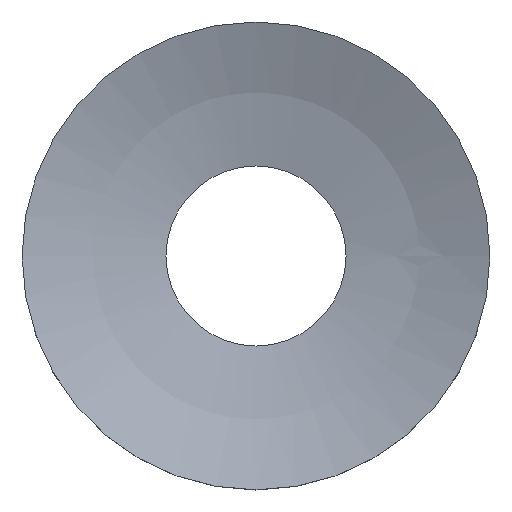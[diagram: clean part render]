
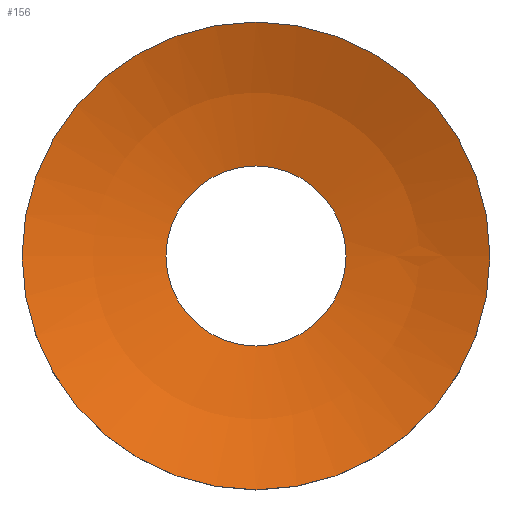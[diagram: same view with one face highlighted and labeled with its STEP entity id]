
A CAD part, top view. The second image highlights one B-rep face of the part: STEP entity #156.
In plain terms, the highlighted spherical face has radius 40 mm.
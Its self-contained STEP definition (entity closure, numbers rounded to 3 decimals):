
#24 = VERTEX_POINT('',#25);
#25 = CARTESIAN_POINT('',(15.,0.,2.5));
#32 = CYLINDRICAL_SURFACE('',#33,15.);
#33 = AXIS2_PLACEMENT_3D('',#34,#35,#36);
#34 = CARTESIAN_POINT('',(0.,0.,-3.75));
#35 = DIRECTION('',(0.,0.,1.));
#36 = DIRECTION('',(1.,0.,0.));
#51 = EDGE_CURVE('',#24,#24,#52,.T.);
#52 = SURFACE_CURVE('',#53,(#58,#65),.PCURVE_S1.);
#53 = CIRCLE('',#54,15.);
#54 = AXIS2_PLACEMENT_3D('',#55,#56,#57);
#55 = CARTESIAN_POINT('',(0.,0.,2.5));
#56 = DIRECTION('',(0.,0.,1.));
#57 = DIRECTION('',(0.,-1.,0.));
#58 = PCURVE('',#32,#59);
#59 = DEFINITIONAL_REPRESENTATION('',(#60),#64);
#60 = LINE('',#61,#62);
#61 = CARTESIAN_POINT('',(-1.571,6.25));
#62 = VECTOR('',#63,1.);
#63 = DIRECTION('',(1.,0.));
#64 = ( GEOMETRIC_REPRESENTATION_CONTEXT(2) 
PARAMETRIC_REPRESENTATION_CONTEXT() REPRESENTATION_CONTEXT('2D SPACE',''
  ) );
#65 = PCURVE('',#66,#71);
#66 = SPHERICAL_SURFACE('',#67,40.);
#67 = AXIS2_PLACEMENT_3D('',#68,#69,#70);
#68 = CARTESIAN_POINT('',(0.,0.,39.581));
#69 = DIRECTION('',(0.,0.,1.));
#70 = DIRECTION('',(1.,0.,0.));
#71 = DEFINITIONAL_REPRESENTATION('',(#72),#76);
#72 = LINE('',#73,#74);
#73 = CARTESIAN_POINT('',(-1.571,-1.186));
#74 = VECTOR('',#75,1.);
#75 = DIRECTION('',(1.,0.));
#76 = ( GEOMETRIC_REPRESENTATION_CONTEXT(2) 
PARAMETRIC_REPRESENTATION_CONTEXT() REPRESENTATION_CONTEXT('2D SPACE',''
  ) );
#94 = SPHERICAL_SURFACE('',#95,40.);
#95 = AXIS2_PLACEMENT_3D('',#96,#97,#98);
#96 = CARTESIAN_POINT('',(0.,0.,-39.581));
#97 = DIRECTION('',(0.,0.,1.));
#98 = DIRECTION('',(1.,0.,0.));
#109 = EDGE_CURVE('',#110,#110,#112,.T.);
#110 = VERTEX_POINT('',#111);
#111 = CARTESIAN_POINT('',(5.775,0.,0.));
#112 = SURFACE_CURVE('',#113,(#118,#125),.PCURVE_S1.);
#113 = CIRCLE('',#114,5.775);
#114 = AXIS2_PLACEMENT_3D('',#115,#116,#117);
#115 = CARTESIAN_POINT('',(0.,0.,0.));
#116 = DIRECTION('',(0.,0.,-1.));
#117 = DIRECTION('',(0.,1.,0.));
#118 = PCURVE('',#94,#119);
#119 = DEFINITIONAL_REPRESENTATION('',(#120),#124);
#120 = LINE('',#121,#122);
#121 = CARTESIAN_POINT('',(7.854,1.426));
#122 = VECTOR('',#123,1.);
#123 = DIRECTION('',(-1.,0.));
#124 = ( GEOMETRIC_REPRESENTATION_CONTEXT(2) 
PARAMETRIC_REPRESENTATION_CONTEXT() REPRESENTATION_CONTEXT('2D SPACE',''
  ) );
#125 = PCURVE('',#66,#126);
#126 = DEFINITIONAL_REPRESENTATION('',(#127),#131);
#127 = LINE('',#128,#129);
#128 = CARTESIAN_POINT('',(7.854,-1.426));
#129 = VECTOR('',#130,1.);
#130 = DIRECTION('',(-1.,0.));
#131 = ( GEOMETRIC_REPRESENTATION_CONTEXT(2) 
PARAMETRIC_REPRESENTATION_CONTEXT() REPRESENTATION_CONTEXT('2D SPACE',''
  ) );
#156 = ADVANCED_FACE('',(#157),#66,.F.);
#157 = FACE_BOUND('',#158,.F.);
#158 = EDGE_LOOP('',(#159,#181,#182,#183));
#159 = ORIENTED_EDGE('',*,*,#160,.T.);
#160 = EDGE_CURVE('',#110,#24,#161,.T.);
#161 = SEAM_CURVE('',#162,(#167,#174),.PCURVE_S1.);
#162 = CIRCLE('',#163,40.);
#163 = AXIS2_PLACEMENT_3D('',#164,#165,#166);
#164 = CARTESIAN_POINT('',(0.,0.,39.581));
#165 = DIRECTION('',(0.,-1.,0.));
#166 = DIRECTION('',(1.,0.,0.));
#167 = PCURVE('',#66,#168);
#168 = DEFINITIONAL_REPRESENTATION('',(#169),#173);
#169 = LINE('',#170,#171);
#170 = CARTESIAN_POINT('',(6.283,-6.283));
#171 = VECTOR('',#172,1.);
#172 = DIRECTION('',(0.,1.));
#173 = ( GEOMETRIC_REPRESENTATION_CONTEXT(2) 
PARAMETRIC_REPRESENTATION_CONTEXT() REPRESENTATION_CONTEXT('2D SPACE',''
  ) );
#174 = PCURVE('',#66,#175);
#175 = DEFINITIONAL_REPRESENTATION('',(#176),#180);
#176 = LINE('',#177,#178);
#177 = CARTESIAN_POINT('',(0.,-6.283));
#178 = VECTOR('',#179,1.);
#179 = DIRECTION('',(0.,1.));
#180 = ( GEOMETRIC_REPRESENTATION_CONTEXT(2) 
PARAMETRIC_REPRESENTATION_CONTEXT() REPRESENTATION_CONTEXT('2D SPACE',''
  ) );
#181 = ORIENTED_EDGE('',*,*,#51,.F.);
#182 = ORIENTED_EDGE('',*,*,#160,.F.);
#183 = ORIENTED_EDGE('',*,*,#109,.F.);
